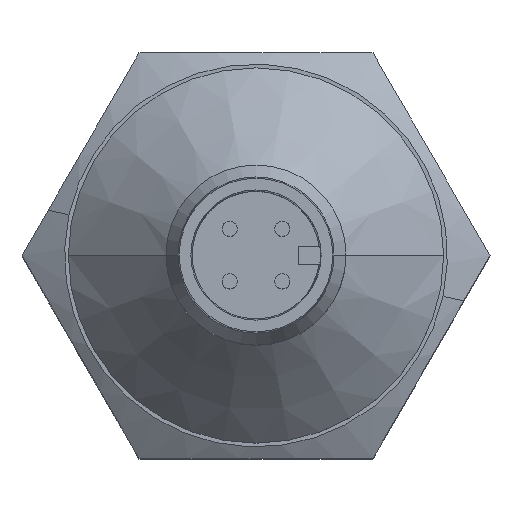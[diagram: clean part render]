
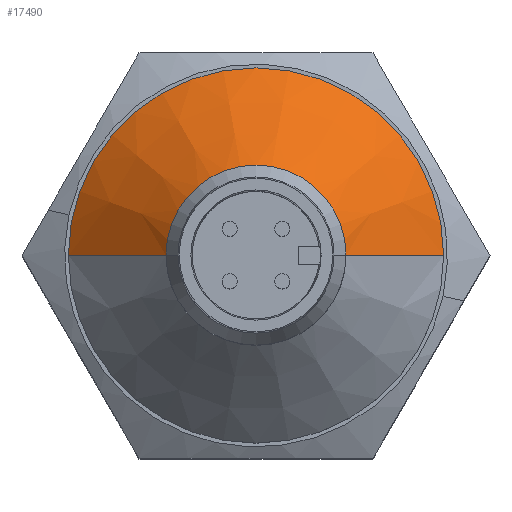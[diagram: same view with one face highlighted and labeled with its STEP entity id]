
A CAD part, top view. The second image highlights one B-rep face of the part: STEP entity #17490.
In plain terms, the highlighted conical face has half-angle 45 degrees and reference radius 10.5 mm.
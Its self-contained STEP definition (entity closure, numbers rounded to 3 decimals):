
#10700=CARTESIAN_POINT('',(12.5,0.,30.25));
#10710=VERTEX_POINT('',#10700);
#10790=CARTESIAN_POINT('',(-12.5,0.,30.25));
#10800=VERTEX_POINT('',#10790);
#10830=CARTESIAN_POINT('',(0.,0.,30.25));
#10840=DIRECTION('',(0.,0.,1.));
#10850=DIRECTION('',(1.,0.,0.));
#10860=AXIS2_PLACEMENT_3D('',#10830,#10840,#10850);
#10870=CIRCLE('',#10860,12.5);
#13280=CARTESIAN_POINT('',(10.5,0.,32.25));
#13290=DIRECTION('',(0.707,0.,
-0.707));
#13300=VECTOR('',#13290,14.849);
#13310=LINE('',#13280,#13300);
#13320=CARTESIAN_POINT('',(6.,0.,36.75));
#13330=VERTEX_POINT('',#13320);
#13340=EDGE_CURVE('',#13330,#10710,#13310,.T.);
#13370=CARTESIAN_POINT('',(-10.5,0.,32.25));
#13380=DIRECTION('',(-0.707,0.,-0.707));
#13390=VECTOR('',#13380,14.849);
#13400=LINE('',#13370,#13390);
#13410=CARTESIAN_POINT('',(-6.,0.,36.75));
#13420=VERTEX_POINT('',#13410);
#13430=EDGE_CURVE('',#13420,#10800,#13400,.T.);
#13450=CARTESIAN_POINT('',(0.,0.,36.75));
#13460=DIRECTION('',(0.,0.,-1.));
#13470=DIRECTION('',(-1.,0.,0.));
#13480=AXIS2_PLACEMENT_3D('',#13450,#13460,#13470);
#13490=CIRCLE('',#13480,6.);
#17290=EDGE_CURVE('',#10710,#10800,#10870,.T.);
#17370=CARTESIAN_POINT('',(0.,0.,32.25));
#17380=DIRECTION('',(0.,0.,-1.));
#17390=DIRECTION('',(-1.,0.,0.));
#17400=AXIS2_PLACEMENT_3D('',#17370,#17380,#17390);
#17410=CONICAL_SURFACE('',#17400,10.5,0.785);
#17420=ORIENTED_EDGE('',*,*,#17290,.T.);
#17430=ORIENTED_EDGE('',*,*,#13340,.T.);
#17440=EDGE_CURVE('',#13420,#13330,#13490,.T.);
#17450=ORIENTED_EDGE('',*,*,#17440,.T.);
#17460=ORIENTED_EDGE('',*,*,#13430,.F.);
#17470=EDGE_LOOP('',(#17460,#17450,#17430,#17420));
#17480=FACE_OUTER_BOUND('',#17470,.T.);
#17490=ADVANCED_FACE('',(#17480),#17410,.T.);
